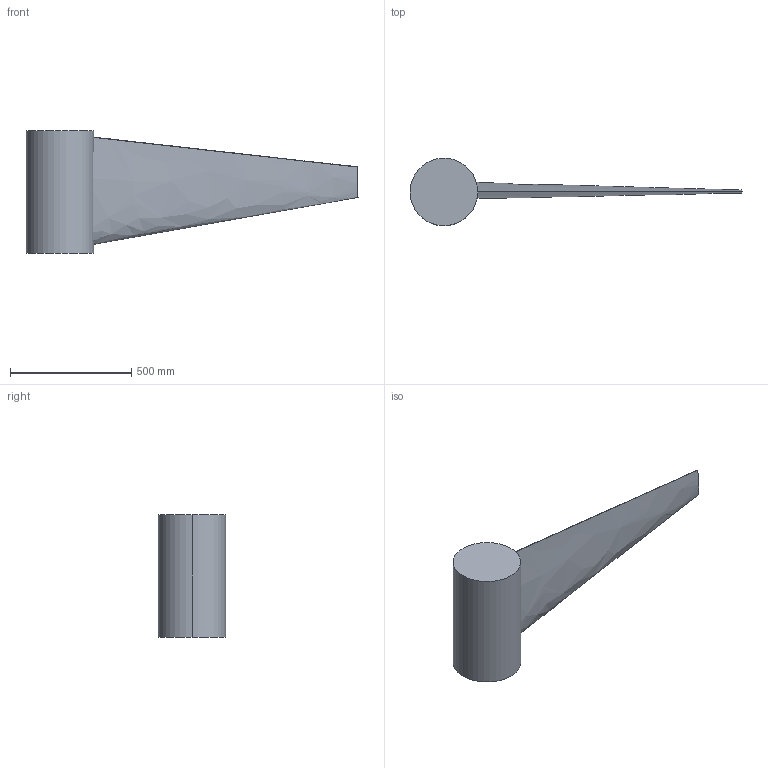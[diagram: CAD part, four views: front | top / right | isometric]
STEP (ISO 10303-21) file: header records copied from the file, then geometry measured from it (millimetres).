
FILE_DESCRIPTION (( 'STEP AP203' ), '1' );
FILE_NAME ('Airfoil2.STEP', '2024-11-05T20:19:55', ( '' ), ( '' ), 'SwSTEP 2.0', 'SolidWorks 2023', '' );
FILE_SCHEMA (( 'CONFIG_CONTROL_DESIGN' ));
Length unit declared in the file: inch
Products named in the file (1): Airfoil2
Bounding box: 1371.6 x 279.4 x 508 mm (x, y, z)
Surface area: 1366768 mm2 (no closed solid volume)
Topology: 0 solids, 4 shells, 8 faces, 16 edges, 12 vertices
Faces by surface type: plane 4, cylinder 2, bspline 2
Entity records: 984 total; most frequent: CARTESIAN_POINT 761, ORIENTED_EDGE 24, DIRECTION 24, EDGE_CURVE 16, VERTEX_POINT 12, AXIS2_PLACEMENT_3D 11, B_SPLINE_CURVE_WITH_KNOTS 10, EDGE_LOOP 8
